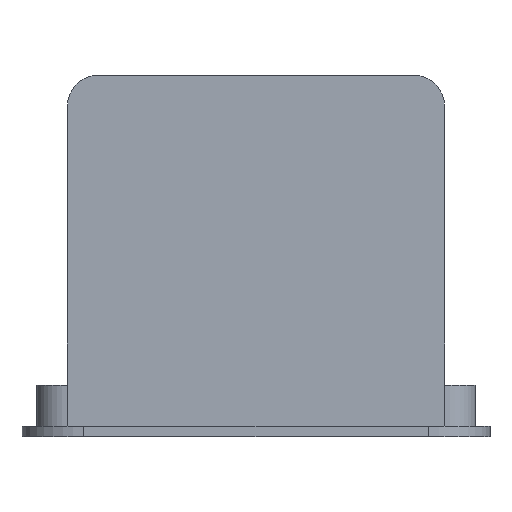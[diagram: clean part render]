
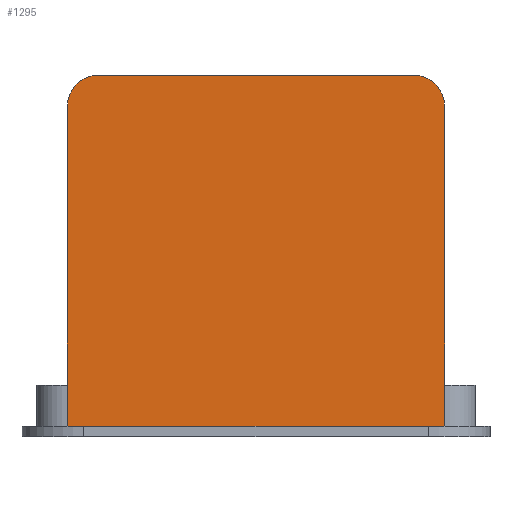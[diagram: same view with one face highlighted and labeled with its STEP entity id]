
A CAD part, front view. The second image highlights one B-rep face of the part: STEP entity #1295.
In plain terms, the highlighted planar face has unit normal (0, -1, 0).
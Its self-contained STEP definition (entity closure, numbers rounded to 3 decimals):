
#51 = CARTESIAN_POINT ( 'NONE',  ( 15.636, -21.591, 34. ) ) ;
#90 = LINE ( 'NONE', #2254, #1480 ) ;
#106 = LINE ( 'NONE', #1397, #301 ) ;
#161 = CARTESIAN_POINT ( 'NONE',  ( -14.864, -21.591, 31. ) ) ;
#205 = DIRECTION ( 'NONE',  ( 0., 1., 0. ) ) ;
#270 = CARTESIAN_POINT ( 'NONE',  ( 18.636, -21.591, 0. ) ) ;
#301 = VECTOR ( 'NONE', #500, 1000. ) ;
#308 = DIRECTION ( 'NONE',  ( 0., 0., -1. ) ) ;
#309 = ORIENTED_EDGE ( 'NONE', *, *, #722, .F. ) ;
#323 = CARTESIAN_POINT ( 'NONE',  ( 18.636, -21.591, 4. ) ) ;
#336 = LINE ( 'NONE', #323, #757 ) ;
#384 = EDGE_CURVE ( 'NONE', #1260, #1036, #106, .T. ) ;
#385 = LINE ( 'NONE', #418, #996 ) ;
#418 = CARTESIAN_POINT ( 'NONE',  ( -17.864, -21.591, 34. ) ) ;
#421 = VERTEX_POINT ( 'NONE', #1419 ) ;
#500 = DIRECTION ( 'NONE',  ( 1., 0., 0. ) ) ;
#593 = CARTESIAN_POINT ( 'NONE',  ( -17.864, -21.591, 34. ) ) ;
#608 = LINE ( 'NONE', #593, #1527 ) ;
#633 = EDGE_CURVE ( 'NONE', #1568, #706, #608, .T. ) ;
#651 = EDGE_CURVE ( 'NONE', #1733, #2390, #1051, .T. ) ;
#706 = VERTEX_POINT ( 'NONE', #1003 ) ;
#719 = ORIENTED_EDGE ( 'NONE', *, *, #2402, .T. ) ;
#722 = EDGE_CURVE ( 'NONE', #421, #1036, #336, .T. ) ;
#728 = CARTESIAN_POINT ( 'NONE',  ( -17.864, -21.591, 31. ) ) ;
#757 = VECTOR ( 'NONE', #308, 1000. ) ;
#847 = ORIENTED_EDGE ( 'NONE', *, *, #384, .T. ) ;
#971 = DIRECTION ( 'NONE',  ( 0., 0., -1. ) ) ;
#990 = DIRECTION ( 'NONE',  ( 0., -1., 0. ) ) ;
#996 = VECTOR ( 'NONE', #1554, 1000. ) ;
#1003 = CARTESIAN_POINT ( 'NONE',  ( -17.864, -21.591, 4. ) ) ;
#1036 = VERTEX_POINT ( 'NONE', #270 ) ;
#1051 = CIRCLE ( 'NONE', #1946, 3. ) ;
#1090 = DIRECTION ( 'NONE',  ( 0., 0., -1. ) ) ;
#1091 = PLANE ( 'NONE',  #2109 ) ;
#1134 = ORIENTED_EDGE ( 'NONE', *, *, #633, .T. ) ;
#1215 = ORIENTED_EDGE ( 'NONE', *, *, #2781, .T. ) ;
#1218 = CIRCLE ( 'NONE', #2617, 3. ) ;
#1260 = VERTEX_POINT ( 'NONE', #2174 ) ;
#1295 = ADVANCED_FACE ( 'NONE', ( #2204 ), #1091, .F. ) ;
#1312 = DIRECTION ( 'NONE',  ( 0., 0., 1. ) ) ;
#1397 = CARTESIAN_POINT ( 'NONE',  ( -17.864, -21.591, 0. ) ) ;
#1419 = CARTESIAN_POINT ( 'NONE',  ( 18.636, -21.591, 4. ) ) ;
#1445 = DIRECTION ( 'NONE',  ( 0., -1., 0. ) ) ;
#1470 = CARTESIAN_POINT ( 'NONE',  ( -14.864, -21.591, 34. ) ) ;
#1480 = VECTOR ( 'NONE', #971, 1000. ) ;
#1482 = ORIENTED_EDGE ( 'NONE', *, *, #651, .T. ) ;
#1527 = VECTOR ( 'NONE', #2833, 1000. ) ;
#1554 = DIRECTION ( 'NONE',  ( 1., 0., 0. ) ) ;
#1568 = VERTEX_POINT ( 'NONE', #728 ) ;
#1622 = EDGE_CURVE ( 'NONE', #1733, #421, #2203, .T. ) ;
#1643 = DIRECTION ( 'NONE',  ( 0., 0., 1. ) ) ;
#1733 = VERTEX_POINT ( 'NONE', #2699 ) ;
#1946 = AXIS2_PLACEMENT_3D ( 'NONE', #2313, #990, #1643 ) ;
#1983 = CARTESIAN_POINT ( 'NONE',  ( -17.864, -21.591, 4. ) ) ;
#2012 = EDGE_CURVE ( 'NONE', #2807, #2390, #385, .T. ) ;
#2098 = VECTOR ( 'NONE', #1090, 1000. ) ;
#2109 = AXIS2_PLACEMENT_3D ( 'NONE', #1983, #205, #1312 ) ;
#2174 = CARTESIAN_POINT ( 'NONE',  ( -17.864, -21.591, 0. ) ) ;
#2203 = LINE ( 'NONE', #2844, #2098 ) ;
#2204 = FACE_OUTER_BOUND ( 'NONE', #2542, .T. ) ;
#2254 = CARTESIAN_POINT ( 'NONE',  ( -17.864, -21.591, 4. ) ) ;
#2313 = CARTESIAN_POINT ( 'NONE',  ( 15.636, -21.591, 31. ) ) ;
#2384 = ORIENTED_EDGE ( 'NONE', *, *, #1622, .F. ) ;
#2390 = VERTEX_POINT ( 'NONE', #51 ) ;
#2402 = EDGE_CURVE ( 'NONE', #706, #1260, #90, .T. ) ;
#2459 = ORIENTED_EDGE ( 'NONE', *, *, #2012, .F. ) ;
#2542 = EDGE_LOOP ( 'NONE', ( #2459, #1215, #1134, #719, #847, #309, #2384, #1482 ) ) ;
#2589 = DIRECTION ( 'NONE',  ( 0., 0., 1. ) ) ;
#2617 = AXIS2_PLACEMENT_3D ( 'NONE', #161, #1445, #2589 ) ;
#2699 = CARTESIAN_POINT ( 'NONE',  ( 18.636, -21.591, 31. ) ) ;
#2781 = EDGE_CURVE ( 'NONE', #2807, #1568, #1218, .T. ) ;
#2807 = VERTEX_POINT ( 'NONE', #1470 ) ;
#2833 = DIRECTION ( 'NONE',  ( 0., 0., -1. ) ) ;
#2844 = CARTESIAN_POINT ( 'NONE',  ( 18.636, -21.591, 34. ) ) ;
